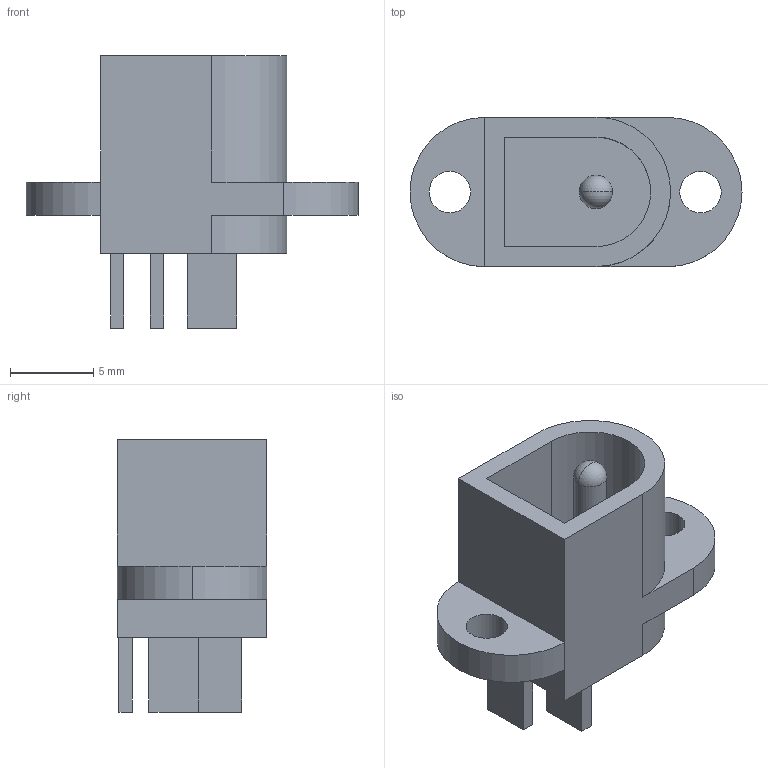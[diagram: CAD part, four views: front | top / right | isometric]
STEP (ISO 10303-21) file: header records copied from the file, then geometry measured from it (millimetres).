
FILE_DESCRIPTION (( 'STEP AP214' ), '1' );
FILE_NAME ('dc0053_connector.step', '2023-10-06T22:41:52', ( '' ), ( '' ), 'SwSTEP 2.0', 'SolidWorks 2022', '' );
FILE_SCHEMA (( 'AUTOMOTIVE_DESIGN' ));
Length unit declared in the file: millimetre
Products named in the file (1): dc0053_connector
Bounding box: 20 x 9 x 16.4 mm (x, y, z)
Volume: 766.4 mm3; surface area: 1227.9 mm2
Topology: 1 solids, 1 shells, 45 faces, 116 edges, 75 vertices
Faces by surface type: plane 29, cylinder 14, sphere 2
Entity records: 1587 total; most frequent: DIRECTION 234, CARTESIAN_POINT 231, ORIENTED_EDGE 224, EDGE_CURVE 112, VECTOR 82, LINE 82, AXIS2_PLACEMENT_3D 76, VERTEX_POINT 73
